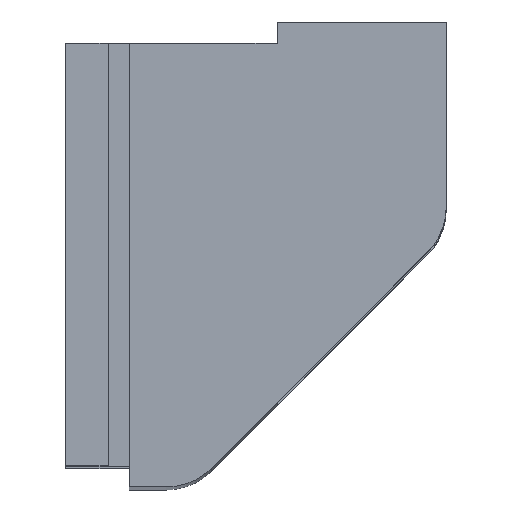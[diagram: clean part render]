
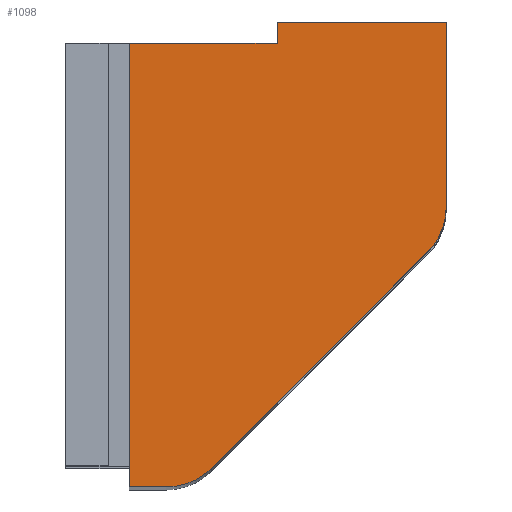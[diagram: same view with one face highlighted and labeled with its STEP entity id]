
A CAD part, top view. The second image highlights one B-rep face of the part: STEP entity #1098.
In plain terms, the highlighted planar face has unit normal (0, 0, 1).
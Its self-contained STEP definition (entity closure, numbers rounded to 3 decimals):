
#5 = CARTESIAN_POINT ( 'NONE',  ( 0., 0., 82. ) ) ;
#13 = VECTOR ( 'NONE', #1322, 1000. ) ;
#18 = ORIENTED_EDGE ( 'NONE', *, *, #1191, .F. ) ;
#20 = EDGE_CURVE ( 'NONE', #1069, #1404, #1164, .T. ) ;
#34 = FACE_OUTER_BOUND ( 'NONE', #804, .T. ) ;
#41 = DIRECTION ( 'NONE',  ( 1., 0., 0. ) ) ;
#60 = AXIS2_PLACEMENT_3D ( 'NONE', #352, #1129, #41 ) ;
#62 = LINE ( 'NONE', #383, #65 ) ;
#65 = VECTOR ( 'NONE', #1148, 1000. ) ;
#81 = CARTESIAN_POINT ( 'NONE',  ( 7., 22., 82. ) ) ;
#143 = DIRECTION ( 'NONE',  ( 1., 0., 0. ) ) ;
#146 = EDGE_CURVE ( 'NONE', #533, #1330, #62, .T. ) ;
#156 = ORIENTED_EDGE ( 'NONE', *, *, #146, .T. ) ;
#163 = DIRECTION ( 'NONE',  ( 0., 0., 1. ) ) ;
#173 = DIRECTION ( 'NONE',  ( 0.707, 0.707, 0. ) ) ;
#197 = CARTESIAN_POINT ( 'NONE',  ( 15., 22., 82. ) ) ;
#212 = VERTEX_POINT ( 'NONE', #594 ) ;
#213 = DIRECTION ( 'NONE',  ( 1., 0., 0. ) ) ;
#231 = VECTOR ( 'NONE', #745, 1000. ) ;
#269 = DIRECTION ( 'NONE',  ( 1., 0., 0. ) ) ;
#282 = EDGE_CURVE ( 'NONE', #1404, #963, #1397, .T. ) ;
#290 = CARTESIAN_POINT ( 'NONE',  ( 3., 0., 82. ) ) ;
#326 = CARTESIAN_POINT ( 'NONE',  ( 0., 0., 82. ) ) ;
#336 = CARTESIAN_POINT ( 'NONE',  ( 15., 13.243, 82. ) ) ;
#352 = CARTESIAN_POINT ( 'NONE',  ( 0., 0., 82. ) ) ;
#370 = ORIENTED_EDGE ( 'NONE', *, *, #20, .T. ) ;
#380 = LINE ( 'NONE', #290, #1068 ) ;
#381 = VECTOR ( 'NONE', #959, 1000. ) ;
#383 = CARTESIAN_POINT ( 'NONE',  ( 15., 12., 82. ) ) ;
#396 = EDGE_CURVE ( 'NONE', #825, #868, #380, .T. ) ;
#412 = AXIS2_PLACEMENT_3D ( 'NONE', #882, #421, #213 ) ;
#421 = DIRECTION ( 'NONE',  ( 0., 0., 1. ) ) ;
#461 = CARTESIAN_POINT ( 'NONE',  ( 7., 0., 82. ) ) ;
#469 = CARTESIAN_POINT ( 'NONE',  ( 1.757, 3., 82. ) ) ;
#475 = VECTOR ( 'NONE', #521, 1000. ) ;
#485 = CARTESIAN_POINT ( 'NONE',  ( 7., 22., 82. ) ) ;
#521 = DIRECTION ( 'NONE',  ( 1., 0., 0. ) ) ;
#525 = CARTESIAN_POINT ( 'NONE',  ( 3.879, 0.879, 82. ) ) ;
#533 = VERTEX_POINT ( 'NONE', #336 ) ;
#560 = AXIS2_PLACEMENT_3D ( 'NONE', #469, #163, #269 ) ;
#584 = CIRCLE ( 'NONE', #560, 3. ) ;
#594 = CARTESIAN_POINT ( 'NONE',  ( 7., 21., 82. ) ) ;
#609 = ORIENTED_EDGE ( 'NONE', *, *, #282, .T. ) ;
#669 = EDGE_CURVE ( 'NONE', #963, #825, #584, .T. ) ;
#694 = CARTESIAN_POINT ( 'NONE',  ( 0., 21., 82. ) ) ;
#732 = LINE ( 'NONE', #81, #231 ) ;
#745 = DIRECTION ( 'NONE',  ( 1., 0., 0. ) ) ;
#804 = EDGE_LOOP ( 'NONE', ( #1336, #887, #18, #370, #609, #1201, #1222, #830, #156 ) ) ;
#825 = VERTEX_POINT ( 'NONE', #525 ) ;
#830 = ORIENTED_EDGE ( 'NONE', *, *, #1370, .T. ) ;
#868 = VERTEX_POINT ( 'NONE', #969 ) ;
#882 = CARTESIAN_POINT ( 'NONE',  ( 12., 13.243, 82. ) ) ;
#883 = EDGE_CURVE ( 'NONE', #1118, #1330, #732, .T. ) ;
#887 = ORIENTED_EDGE ( 'NONE', *, *, #1040, .T. ) ;
#928 = LINE ( 'NONE', #694, #1311 ) ;
#959 = DIRECTION ( 'NONE',  ( 0., -1., 0. ) ) ;
#963 = VERTEX_POINT ( 'NONE', #1296 ) ;
#969 = CARTESIAN_POINT ( 'NONE',  ( 14.121, 11.121, 82. ) ) ;
#1005 = LINE ( 'NONE', #461, #13 ) ;
#1027 = PLANE ( 'NONE',  #60 ) ;
#1040 = EDGE_CURVE ( 'NONE', #1118, #212, #1005, .T. ) ;
#1049 = CIRCLE ( 'NONE', #412, 3. ) ;
#1068 = VECTOR ( 'NONE', #173, 1000. ) ;
#1069 = VERTEX_POINT ( 'NONE', #1225 ) ;
#1098 = ADVANCED_FACE ( 'NONE', ( #34 ), #1027, .T. ) ;
#1118 = VERTEX_POINT ( 'NONE', #485 ) ;
#1129 = DIRECTION ( 'NONE',  ( 0., 0., 1. ) ) ;
#1148 = DIRECTION ( 'NONE',  ( 0., 1., 0. ) ) ;
#1164 = LINE ( 'NONE', #326, #381 ) ;
#1191 = EDGE_CURVE ( 'NONE', #1069, #212, #928, .T. ) ;
#1201 = ORIENTED_EDGE ( 'NONE', *, *, #669, .T. ) ;
#1222 = ORIENTED_EDGE ( 'NONE', *, *, #396, .T. ) ;
#1225 = CARTESIAN_POINT ( 'NONE',  ( 0., 21., 82. ) ) ;
#1293 = CARTESIAN_POINT ( 'NONE',  ( 0., 0., 82. ) ) ;
#1296 = CARTESIAN_POINT ( 'NONE',  ( 1.757, 0., 82. ) ) ;
#1311 = VECTOR ( 'NONE', #143, 1000. ) ;
#1322 = DIRECTION ( 'NONE',  ( 0., -1., 0. ) ) ;
#1330 = VERTEX_POINT ( 'NONE', #197 ) ;
#1336 = ORIENTED_EDGE ( 'NONE', *, *, #883, .F. ) ;
#1370 = EDGE_CURVE ( 'NONE', #868, #533, #1049, .T. ) ;
#1397 = LINE ( 'NONE', #1293, #475 ) ;
#1404 = VERTEX_POINT ( 'NONE', #5 ) ;
